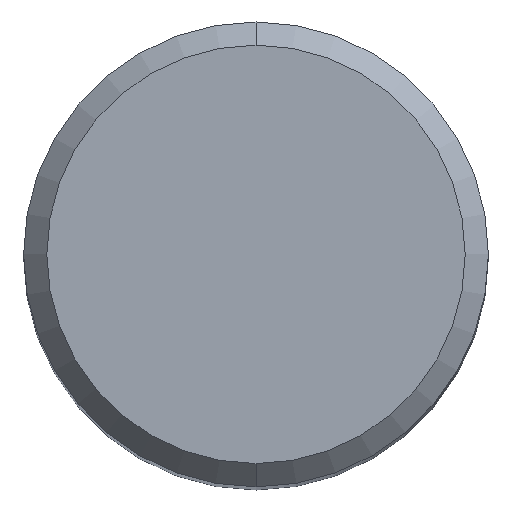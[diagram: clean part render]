
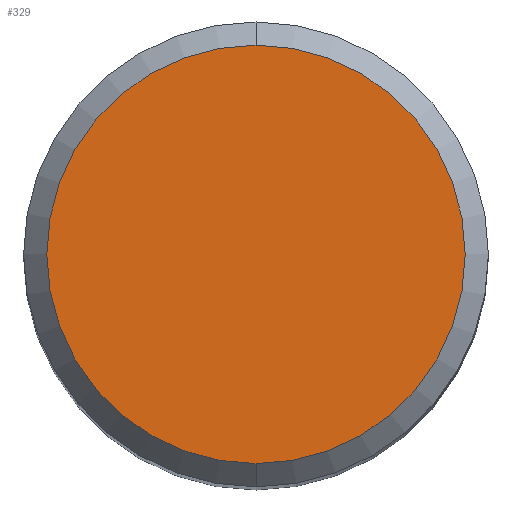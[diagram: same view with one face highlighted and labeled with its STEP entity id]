
A CAD part, top view. The second image highlights one B-rep face of the part: STEP entity #329.
In plain terms, the highlighted planar face has unit normal (0, 0, 1).
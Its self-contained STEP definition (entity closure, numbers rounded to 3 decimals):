
#181=VERTEX_POINT('',#489);
#301=EDGE_CURVE('',#399,#181,#617,.T.);
#329=ADVANCED_FACE('',(#648),#649,.T.);
#337=EDGE_CURVE('',#181,#399,#658,.T.);
#399=VERTEX_POINT('',#728);
#489=CARTESIAN_POINT('',(0.,-7.2,0.0));
#617=CIRCLE('',#1171,7.2);
#648=FACE_OUTER_BOUND('',#1222,.T.);
#649=PLANE('',#1223);
#658=CIRCLE('',#1237,7.2);
#728=CARTESIAN_POINT('',(0.0,7.2,0.0));
#1171=AXIS2_PLACEMENT_3D('',#1623,#1624,#1625);
#1222=EDGE_LOOP('',(#1650,#1651));
#1223=AXIS2_PLACEMENT_3D('',#1652,#1653,#1654);
#1237=AXIS2_PLACEMENT_3D('',#1665,#1666,#1667);
#1623=CARTESIAN_POINT('',(0.0,0.0,0.0));
#1624=DIRECTION('',(0.0,0.0,-1.0));
#1625=DIRECTION('',(0.0,1.0,0.0));
#1650=ORIENTED_EDGE('',*,*,#301,.F.);
#1651=ORIENTED_EDGE('',*,*,#337,.F.);
#1652=CARTESIAN_POINT('',(0.0,3.6,0.0));
#1653=DIRECTION('',(-0.0,0.0,1.0));
#1654=DIRECTION('',(0.0,-1.0,0.0));
#1665=CARTESIAN_POINT('',(0.0,0.0,0.0));
#1666=DIRECTION('',(0.0,0.0,-1.0));
#1667=DIRECTION('',(0.0,1.0,0.0));
